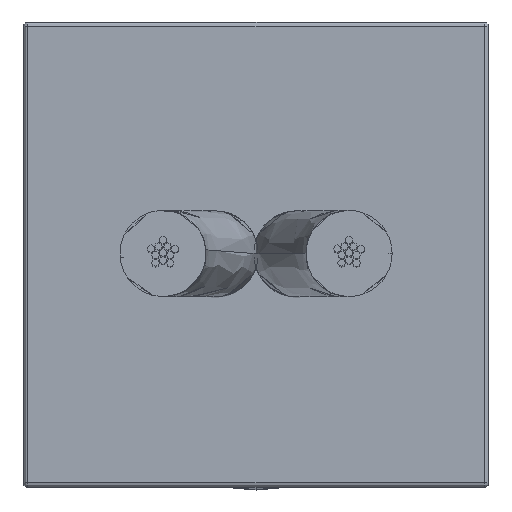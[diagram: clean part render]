
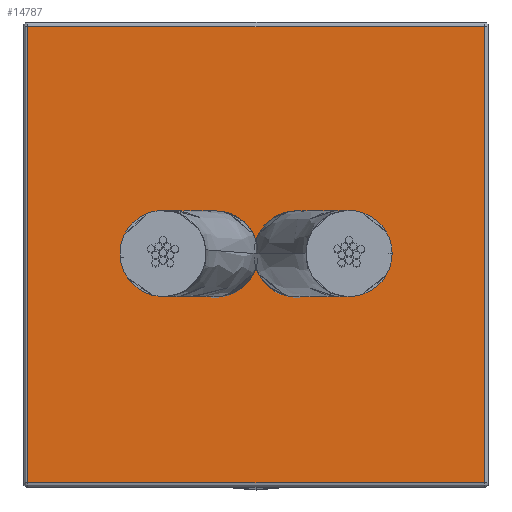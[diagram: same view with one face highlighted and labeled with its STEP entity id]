
A CAD part, top view. The second image highlights one B-rep face of the part: STEP entity #14787.
In plain terms, the highlighted face is planar.
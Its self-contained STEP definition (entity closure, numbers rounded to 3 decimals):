
#906 = CARTESIAN_POINT ( 'NONE',  ( -5., -4.9, 0. ) ) ;
#972 = DIRECTION ( 'NONE',  ( 0., 1., 0. ) ) ;
#1298 = CARTESIAN_POINT ( 'NONE',  ( -5., 4.9, 0. ) ) ;
#1447 = DIRECTION ( 'NONE',  ( 0., 0., -1. ) ) ;
#2151 = ORIENTED_EDGE ( 'NONE', *, *, #28396, .T. ) ;
#2378 = EDGE_CURVE ( 'NONE', #24261, #12737, #28329, .T. ) ;
#3361 = DIRECTION ( 'NONE',  ( 0., 0., -1. ) ) ;
#8379 = CARTESIAN_POINT ( 'NONE',  ( -5., 0., 0. ) ) ;
#8715 = DIRECTION ( 'NONE',  ( 1., 0., 0. ) ) ;
#9679 = VECTOR ( 'NONE', #23001, 1000. ) ;
#9804 = EDGE_CURVE ( 'NONE', #12737, #29185, #19515, .T. ) ;
#12737 = VERTEX_POINT ( 'NONE', #24398 ) ;
#13198 = FACE_OUTER_BOUND ( 'NONE', #18873, .T. ) ;
#14787 = ADVANCED_FACE ( 'NONE', ( #13198 ), #15942, .F. ) ;
#15942 = PLANE ( 'NONE',  #24591 ) ;
#16491 = CARTESIAN_POINT ( 'NONE',  ( -5., 0., -4.9 ) ) ;
#16496 = VERTEX_POINT ( 'NONE', #32003 ) ;
#16615 = CARTESIAN_POINT ( 'NONE',  ( -5., -4.9, -4.9 ) ) ;
#17184 = LINE ( 'NONE', #25987, #26497 ) ;
#18873 = EDGE_LOOP ( 'NONE', ( #27100, #2151, #22685, #30236 ) ) ;
#19515 = LINE ( 'NONE', #16491, #27643 ) ;
#22685 = ORIENTED_EDGE ( 'NONE', *, *, #2378, .T. ) ;
#22890 = EDGE_CURVE ( 'NONE', #29185, #16496, #27097, .T. ) ;
#23001 = DIRECTION ( 'NONE',  ( 0., 0., 1. ) ) ;
#23891 = DIRECTION ( 'NONE',  ( 0., -1., 0. ) ) ;
#24261 = VERTEX_POINT ( 'NONE', #31753 ) ;
#24398 = CARTESIAN_POINT ( 'NONE',  ( -5., 4.9, -4.9 ) ) ;
#24591 = AXIS2_PLACEMENT_3D ( 'NONE', #8379, #8715, #1447 ) ;
#25987 = CARTESIAN_POINT ( 'NONE',  ( -5., 0., 4.9 ) ) ;
#26497 = VECTOR ( 'NONE', #972, 1000. ) ;
#27097 = LINE ( 'NONE', #906, #9679 ) ;
#27100 = ORIENTED_EDGE ( 'NONE', *, *, #22890, .T. ) ;
#27643 = VECTOR ( 'NONE', #23891, 1000. ) ;
#28329 = LINE ( 'NONE', #1298, #29489 ) ;
#28396 = EDGE_CURVE ( 'NONE', #16496, #24261, #17184, .T. ) ;
#29185 = VERTEX_POINT ( 'NONE', #16615 ) ;
#29489 = VECTOR ( 'NONE', #3361, 1000. ) ;
#30236 = ORIENTED_EDGE ( 'NONE', *, *, #9804, .T. ) ;
#31753 = CARTESIAN_POINT ( 'NONE',  ( -5., 4.9, 4.9 ) ) ;
#32003 = CARTESIAN_POINT ( 'NONE',  ( -5., -4.9, 4.9 ) ) ;
